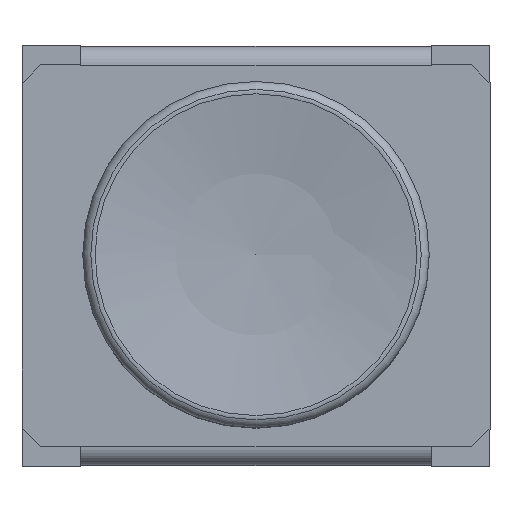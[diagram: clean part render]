
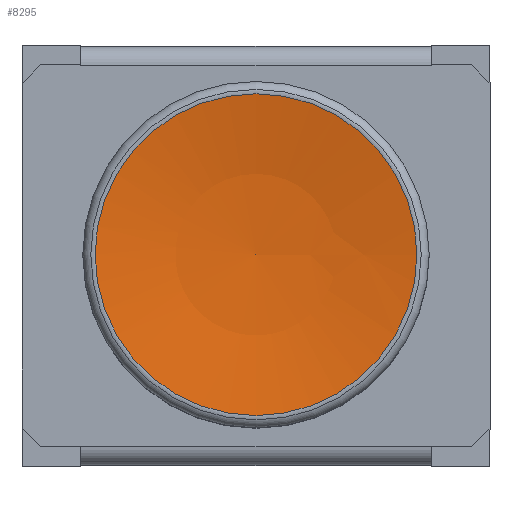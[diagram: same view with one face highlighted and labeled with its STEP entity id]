
A CAD part, top view. The second image highlights one B-rep face of the part: STEP entity #8295.
In plain terms, the highlighted spherical face has radius 23 mm.
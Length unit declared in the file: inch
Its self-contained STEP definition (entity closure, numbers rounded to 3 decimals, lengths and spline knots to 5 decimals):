
#44=SPHERICAL_SURFACE('',#8840,0.90551);
#429=CIRCLE('',#8839,0.17191);
#430=CIRCLE('',#8841,0.90551);
#941=FACE_OUTER_BOUND('',#1421,.T.);
#1421=EDGE_LOOP('',(#6415,#6416,#6417));
#3723=VERTEX_POINT('',#13928);
#3724=VERTEX_POINT('',#13932);
#4714=EDGE_CURVE('',#3723,#3723,#429,.T.);
#4715=EDGE_CURVE('',#3723,#3724,#430,.T.);
#6415=ORIENTED_EDGE('',*,*,#4714,.F.);
#6416=ORIENTED_EDGE('',*,*,#4715,.T.);
#6417=ORIENTED_EDGE('',*,*,#4715,.F.);
#8295=ADVANCED_FACE('',(#941),#44,.F.);
#8839=AXIS2_PLACEMENT_3D('',#13930,#10162,#10163);
#8840=AXIS2_PLACEMENT_3D('',#13931,#10164,#10165);
#8841=AXIS2_PLACEMENT_3D('',#13933,#10166,#10167);
#10162=DIRECTION('center_axis',(0.,0.,
-1.));
#10163=DIRECTION('ref_axis',(1.,0.,0.));
#10164=DIRECTION('center_axis',(0.,0.,
-1.));
#10165=DIRECTION('ref_axis',(-1.,0.,0.));
#10166=DIRECTION('center_axis',(0.,1.,0.));
#10167=DIRECTION('ref_axis',(1.,0.,0.));
#13928=CARTESIAN_POINT('',(0.17191,0.,0.98439));
#13930=CARTESIAN_POINT('Origin',(0.,0.,
0.98439));
#13931=CARTESIAN_POINT('Origin',(0.,0.,
1.87343));
#13932=CARTESIAN_POINT('',(0.,0.,0.96792));
#13933=CARTESIAN_POINT('Origin',(0.,0.,
1.87343));
